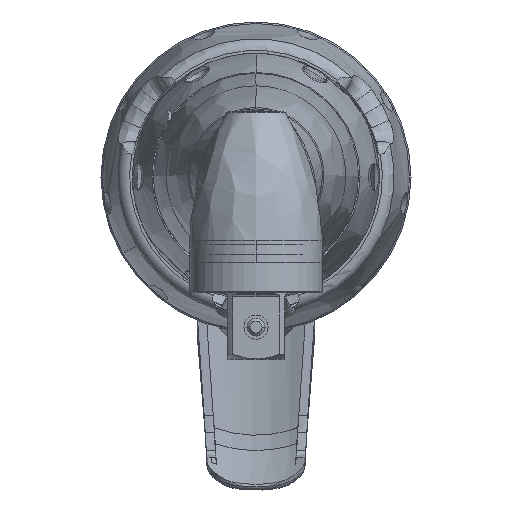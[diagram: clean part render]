
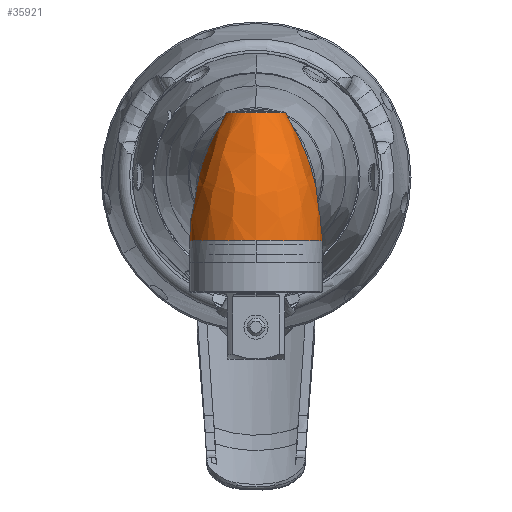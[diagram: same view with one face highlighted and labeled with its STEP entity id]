
A CAD part, top view. The second image highlights one B-rep face of the part: STEP entity #35921.
In plain terms, the highlighted free-form (B-spline) face has degree [3, 3] with [7, 4] control points.
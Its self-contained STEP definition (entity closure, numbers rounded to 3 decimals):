
#35257=CARTESIAN_POINT('',(0.,10.331,297.3));
#35258=DIRECTION('',(0.,-1.,0.));
#35259=DIRECTION('',(0.799,0.,-0.601));
#35260=AXIS2_PLACEMENT_3D('',#35257,#35258,#35259);
#35262=CARTESIAN_POINT('',(7.688,-10.071,
289.444));
#35263=CARTESIAN_POINT('',(7.608,-10.164,
289.363));
#35264=CARTESIAN_POINT('',(7.446,-10.346,
289.205));
#35265=CARTESIAN_POINT('',(7.198,-10.608,
288.981));
#35266=CARTESIAN_POINT('',(7.029,-10.776,
288.838));
#35267=CARTESIAN_POINT('',(6.944,-10.857,
288.769));
#35269=CARTESIAN_POINT('',(-6.944,-10.857,
288.769));
#35270=CARTESIAN_POINT('',(-7.029,-10.776,
288.838));
#35271=CARTESIAN_POINT('',(-7.198,-10.608,
288.981));
#35272=CARTESIAN_POINT('',(-7.446,-10.346,
289.205));
#35273=CARTESIAN_POINT('',(-7.608,-10.164,
289.363));
#35274=CARTESIAN_POINT('',(-7.688,-10.071,
289.444));
#35276=CARTESIAN_POINT('',(3.937,10.331,294.337));
#35314=CARTESIAN_POINT('',(3.937,10.331,294.337));
#35315=CARTESIAN_POINT('',(4.282,10.042,294.496));
#35316=CARTESIAN_POINT('',(4.952,9.404,294.85));
#35317=CARTESIAN_POINT('',(5.927,8.199,295.482));
#35318=CARTESIAN_POINT('',(6.748,6.903,296.064));
#35319=CARTESIAN_POINT('',(7.409,5.636,296.492));
#35320=CARTESIAN_POINT('',(7.943,4.45,296.742));
#35321=CARTESIAN_POINT('',(8.399,3.315,296.832));
#35322=CARTESIAN_POINT('',(8.822,2.139,296.77));
#35323=CARTESIAN_POINT('',(9.229,0.838,
296.517));
#35324=CARTESIAN_POINT('',(9.587,-0.572,
296.04));
#35325=CARTESIAN_POINT('',(9.852,-2.088,
295.326));
#35326=CARTESIAN_POINT('',(9.965,-3.7,
294.384));
#35327=CARTESIAN_POINT('',(9.852,-5.425,
293.208));
#35328=CARTESIAN_POINT('',(9.426,-7.166,
291.882));
#35329=CARTESIAN_POINT('',(8.707,-8.729,
290.601));
#35330=CARTESIAN_POINT('',(8.055,-9.645,
289.814));
#35331=CARTESIAN_POINT('',(7.688,-10.071,
289.444));
#35496=CARTESIAN_POINT('',(-3.937,10.331,
294.337));
#35498=CARTESIAN_POINT('',(-7.688,-10.071,
289.444));
#35499=CARTESIAN_POINT('',(-8.055,-9.645,
289.815));
#35500=CARTESIAN_POINT('',(-8.709,-8.727,
290.602));
#35501=CARTESIAN_POINT('',(-9.428,-7.163,
291.885));
#35502=CARTESIAN_POINT('',(-9.853,-5.422,
293.21));
#35503=CARTESIAN_POINT('',(-9.965,-3.689,
294.391));
#35504=CARTESIAN_POINT('',(-9.85,-2.072,
295.335));
#35505=CARTESIAN_POINT('',(-9.583,-0.55,
296.049));
#35506=CARTESIAN_POINT('',(-9.221,0.867,
296.525));
#35507=CARTESIAN_POINT('',(-8.81,2.174,
296.775));
#35508=CARTESIAN_POINT('',(-8.385,3.352,
296.832));
#35509=CARTESIAN_POINT('',(-7.93,4.48,
296.737));
#35510=CARTESIAN_POINT('',(-7.399,5.656,
296.486));
#35511=CARTESIAN_POINT('',(-6.744,6.909,
296.061));
#35512=CARTESIAN_POINT('',(-5.928,8.197,
295.483));
#35513=CARTESIAN_POINT('',(-4.953,9.403,
294.851));
#35514=CARTESIAN_POINT('',(-4.283,10.042,
294.496));
#35515=CARTESIAN_POINT('',(-3.937,10.331,
294.337));
#35567=CARTESIAN_POINT('',(-6.944,-10.857,
288.769));
#35601=CARTESIAN_POINT('',(0.,-10.857,297.3));
#35602=DIRECTION('',(0.,-1.,0.));
#35603=DIRECTION('',(0.,0.,1.));
#35604=AXIS2_PLACEMENT_3D('',#35601,#35602,#35603);
#35615=CARTESIAN_POINT('',(0.,-10.857,297.3));
#35616=DIRECTION('',(0.,1.,0.));
#35617=DIRECTION('',(0.,0.,1.));
#35618=AXIS2_PLACEMENT_3D('',#35615,#35616,#35617);
#35620=CARTESIAN_POINT('',(6.944,-10.857,
288.769));
#35786=VERTEX_POINT('',#35620);
#35790=VERTEX_POINT('',#35567);
#35796=CARTESIAN_POINT('',(0.,-10.857,308.3));
#35797=VERTEX_POINT('',#35796);
#35798=CARTESIAN_POINT('',(7.688,-10.071,
289.444));
#35799=VERTEX_POINT('',#35798);
#35800=CARTESIAN_POINT('',(-7.688,-10.071,
289.444));
#35801=VERTEX_POINT('',#35800);
#35814=VERTEX_POINT('',#35496);
#35826=VERTEX_POINT('',#35276);
#35877=CARTESIAN_POINT('',(-6.072,-11.304,
288.131));
#35878=CARTESIAN_POINT('',(-6.12,-3.453,
288.058));
#35879=CARTESIAN_POINT('',(-4.926,4.095,
289.861));
#35880=CARTESIAN_POINT('',(-2.589,10.708,
293.391));
#35881=CARTESIAN_POINT('',(-17.21,-11.304,
295.506));
#35882=CARTESIAN_POINT('',(-17.347,-3.453,
295.492));
#35883=CARTESIAN_POINT('',(-13.962,4.095,
295.845));
#35884=CARTESIAN_POINT('',(-7.337,10.708,
296.535));
#35885=CARTESIAN_POINT('',(-13.359,-11.304,
308.298));
#35886=CARTESIAN_POINT('',(-13.465,-3.453,
308.385));
#35887=CARTESIAN_POINT('',(-10.837,4.095,
306.222));
#35888=CARTESIAN_POINT('',(-5.695,10.708,
301.989));
#35889=CARTESIAN_POINT('',(0.,-11.304,
308.298));
#35890=CARTESIAN_POINT('',(0.,-3.453,308.385));
#35891=CARTESIAN_POINT('',(0.,4.095,306.222));
#35892=CARTESIAN_POINT('',(0.,10.708,301.989));
#35893=CARTESIAN_POINT('',(13.359,-11.304,
308.298));
#35894=CARTESIAN_POINT('',(13.465,-3.453,
308.385));
#35895=CARTESIAN_POINT('',(10.837,4.095,306.222));
#35896=CARTESIAN_POINT('',(5.695,10.708,301.989));
#35897=CARTESIAN_POINT('',(17.21,-11.304,
295.506));
#35898=CARTESIAN_POINT('',(17.347,-3.453,
295.492));
#35899=CARTESIAN_POINT('',(13.962,4.095,295.845));
#35900=CARTESIAN_POINT('',(7.337,10.708,296.535));
#35901=CARTESIAN_POINT('',(6.072,-11.304,
288.131));
#35902=CARTESIAN_POINT('',(6.12,-3.453,
288.058));
#35903=CARTESIAN_POINT('',(4.926,4.095,289.861));
#35904=CARTESIAN_POINT('',(2.589,10.708,293.391));
#35905=(BOUNDED_SURFACE()B_SPLINE_SURFACE(3,3,((#35877,#35878,#35879,#35880),(
#35881,#35882,#35883,#35884),(#35885,#35886,#35887,#35888),(#35889,#35890,
#35891,#35892),(#35893,#35894,#35895,#35896),(#35897,#35898,#35899,#35900),(
#35901,#35902,#35903,#35904)),.UNSPECIFIED.,.F.,.F.,.F.)B_SPLINE_SURFACE_WITH_KNOTS((4,3,4),(4,4),(0.,1.,2.),(0.,1.),.UNSPECIFIED.)GEOMETRIC_REPRESENTATION_ITEM()RATIONAL_B_SPLINE_SURFACE(((1.586,1.541,
1.541,1.586),(0.833,0.81,
0.81,0.833),(0.833,0.81,
0.81,0.833),(1.586,1.541,
1.541,1.586),(0.833,0.81,
0.81,0.833),(0.833,0.81,
0.81,0.833),(1.586,1.541,
1.541,1.586)))REPRESENTATION_ITEM('')SURFACE());
#35906=ORIENTED_EDGE('',*,*,#35860,.F.);
#35908=ORIENTED_EDGE('',*,*,#35907,.T.);
#35910=ORIENTED_EDGE('',*,*,#35909,.T.);
#35912=ORIENTED_EDGE('',*,*,#35911,.F.);
#35914=ORIENTED_EDGE('',*,*,#35913,.T.);
#35916=ORIENTED_EDGE('',*,*,#35915,.T.);
#35918=ORIENTED_EDGE('',*,*,#35917,.T.);
#35919=EDGE_LOOP('',(#35906,#35908,#35910,#35912,#35914,#35916,#35918));
#35920=FACE_OUTER_BOUND('',#35919,.F.);
#35921=ADVANCED_FACE('',(#35920),#35905,.T.);
#35261=CIRCLE('',#35260,4.927);
#35268=B_SPLINE_CURVE_WITH_KNOTS('',3,(#35262,#35263,#35264,#35265,#35266,
#35267),.UNSPECIFIED.,.F.,.F.,(4,1,1,4),(0.,0.333,
0.667,1.),.UNSPECIFIED.);
#35275=B_SPLINE_CURVE_WITH_KNOTS('',3,(#35269,#35270,#35271,#35272,#35273,
#35274),.UNSPECIFIED.,.F.,.F.,(4,1,1,4),(0.,0.333,
0.667,1.),.UNSPECIFIED.);
#35332=B_SPLINE_CURVE_WITH_KNOTS('',3,(#35314,#35315,#35316,#35317,#35318,
#35319,#35320,#35321,#35322,#35323,#35324,#35325,#35326,#35327,#35328,#35329,
#35330,#35331),.UNSPECIFIED.,.F.,.F.,(4,1,1,1,1,1,1,1,1,1,1,1,1,1,1,4),(0.,
0.067,0.133,0.2,0.267,0.333,
0.4,0.467,0.533,0.6,0.667,
0.733,0.8,0.867,0.933,1.),
.UNSPECIFIED.);
#35516=B_SPLINE_CURVE_WITH_KNOTS('',3,(#35498,#35499,#35500,#35501,#35502,
#35503,#35504,#35505,#35506,#35507,#35508,#35509,#35510,#35511,#35512,#35513,
#35514,#35515),.UNSPECIFIED.,.F.,.F.,(4,1,1,1,1,1,1,1,1,1,1,1,1,1,1,4),(0.,
0.067,0.133,0.2,0.267,0.333,
0.4,0.467,0.533,0.6,0.667,
0.733,0.8,0.867,0.933,1.),
.UNSPECIFIED.);
#35605=CIRCLE('',#35604,11.);
#35619=CIRCLE('',#35618,11.);
#35860=EDGE_CURVE('',#35826,#35814,#35261,.T.);
#35907=EDGE_CURVE('',#35826,#35799,#35332,.T.);
#35909=EDGE_CURVE('',#35799,#35786,#35268,.T.);
#35911=EDGE_CURVE('',#35797,#35786,#35619,.T.);
#35913=EDGE_CURVE('',#35797,#35790,#35605,.T.);
#35915=EDGE_CURVE('',#35790,#35801,#35275,.T.);
#35917=EDGE_CURVE('',#35801,#35814,#35516,.T.);
